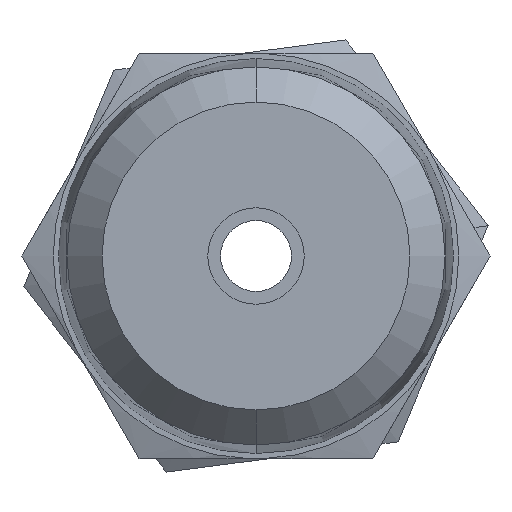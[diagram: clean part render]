
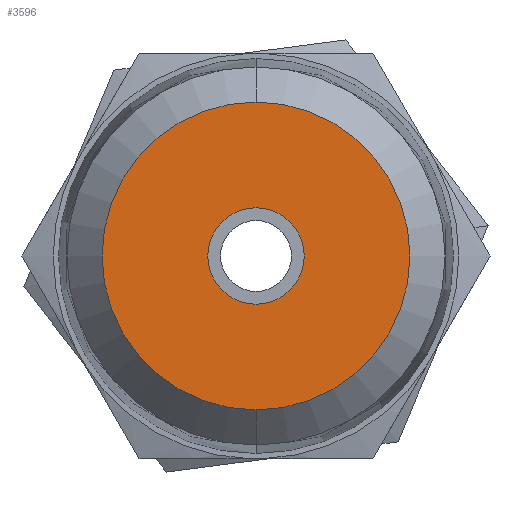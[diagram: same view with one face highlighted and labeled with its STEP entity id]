
A CAD part, front view. The second image highlights one B-rep face of the part: STEP entity #3596.
In plain terms, the highlighted planar face has unit normal (0, -1, 0).
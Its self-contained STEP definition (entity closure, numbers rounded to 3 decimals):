
#60 = CIRCLE ( 'NONE', #357, 1.7 ) ;
#142 = ORIENTED_EDGE ( 'NONE', *, *, #269, .T. ) ;
#262 = CARTESIAN_POINT ( 'NONE',  ( 0., -11.938, 0. ) ) ;
#269 = EDGE_CURVE ( 'NONE', #1144, #618, #354, .T. ) ;
#354 = CIRCLE ( 'NONE', #3001, 5.427 ) ;
#357 = AXIS2_PLACEMENT_3D ( 'NONE', #3218, #3522, #3814 ) ;
#476 = ORIENTED_EDGE ( 'NONE', *, *, #1814, .F. ) ;
#485 = AXIS2_PLACEMENT_3D ( 'NONE', #262, #3966, #1538 ) ;
#565 = PLANE ( 'NONE',  #1070 ) ;
#582 = ORIENTED_EDGE ( 'NONE', *, *, #3403, .F. ) ;
#618 = VERTEX_POINT ( 'NONE', #1825 ) ;
#649 = ORIENTED_EDGE ( 'NONE', *, *, #2091, .T. ) ;
#1070 = AXIS2_PLACEMENT_3D ( 'NONE', #3711, #2814, #1559 ) ;
#1083 = CARTESIAN_POINT ( 'NONE',  ( 0., -11.938, 0. ) ) ;
#1127 = CIRCLE ( 'NONE', #485, 5.427 ) ;
#1144 = VERTEX_POINT ( 'NONE', #1511 ) ;
#1367 = CARTESIAN_POINT ( 'NONE',  ( 0., -11.938, 0. ) ) ;
#1511 = CARTESIAN_POINT ( 'NONE',  ( 0., -11.938, 5.427 ) ) ;
#1538 = DIRECTION ( 'NONE',  ( 0., 0., 1. ) ) ;
#1559 = DIRECTION ( 'NONE',  ( 0., 0., 1. ) ) ;
#1619 = DIRECTION ( 'NONE',  ( 0., 0., 1. ) ) ;
#1635 = DIRECTION ( 'NONE',  ( 0., -1., 0. ) ) ;
#1661 = EDGE_LOOP ( 'NONE', ( #142, #649 ) ) ;
#1694 = CARTESIAN_POINT ( 'NONE',  ( 0., -11.938, 1.7 ) ) ;
#1760 = VERTEX_POINT ( 'NONE', #2702 ) ;
#1814 = EDGE_CURVE ( 'NONE', #3113, #1760, #2170, .T. ) ;
#1825 = CARTESIAN_POINT ( 'NONE',  ( 0., -11.938, -5.427 ) ) ;
#1839 = FACE_BOUND ( 'NONE', #3391, .T. ) ;
#2057 = DIRECTION ( 'NONE',  ( 0., 0., -1. ) ) ;
#2076 = AXIS2_PLACEMENT_3D ( 'NONE', #1083, #2687, #2057 ) ;
#2091 = EDGE_CURVE ( 'NONE', #618, #1144, #1127, .T. ) ;
#2170 = CIRCLE ( 'NONE', #2076, 1.7 ) ;
#2687 = DIRECTION ( 'NONE',  ( 0., -1., 0. ) ) ;
#2702 = CARTESIAN_POINT ( 'NONE',  ( 0., -11.938, -1.7 ) ) ;
#2814 = DIRECTION ( 'NONE',  ( 0., 1., 0. ) ) ;
#3001 = AXIS2_PLACEMENT_3D ( 'NONE', #1367, #1635, #1619 ) ;
#3113 = VERTEX_POINT ( 'NONE', #1694 ) ;
#3218 = CARTESIAN_POINT ( 'NONE',  ( 0., -11.938, 0. ) ) ;
#3391 = EDGE_LOOP ( 'NONE', ( #582, #476 ) ) ;
#3403 = EDGE_CURVE ( 'NONE', #1760, #3113, #60, .T. ) ;
#3450 = FACE_OUTER_BOUND ( 'NONE', #1661, .T. ) ;
#3522 = DIRECTION ( 'NONE',  ( 0., -1., 0. ) ) ;
#3596 = ADVANCED_FACE ( 'NONE', ( #1839, #3450 ), #565, .F. ) ;
#3711 = CARTESIAN_POINT ( 'NONE',  ( 0., -11.938, 0. ) ) ;
#3814 = DIRECTION ( 'NONE',  ( 0., 0., -1. ) ) ;
#3966 = DIRECTION ( 'NONE',  ( 0., -1., 0. ) ) ;
